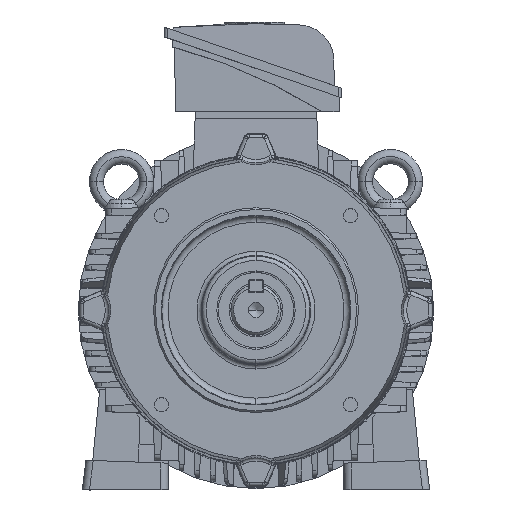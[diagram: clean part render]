
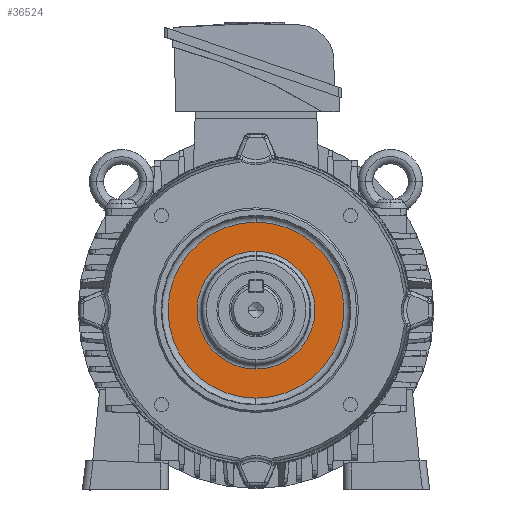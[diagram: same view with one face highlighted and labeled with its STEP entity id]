
A CAD part, top view. The second image highlights one B-rep face of the part: STEP entity #36524.
In plain terms, the highlighted face is planar.
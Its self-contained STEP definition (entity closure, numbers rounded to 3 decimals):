
#2178 = AXIS2_PLACEMENT_3D ( 'NONE', #4109, #12499, #8888 ) ;
#3844 = AXIS2_PLACEMENT_3D ( 'NONE', #10137, #47025, #39784 ) ;
#4015 = CARTESIAN_POINT ( 'NONE',  ( 0., 0., -1.5 ) ) ;
#4109 = CARTESIAN_POINT ( 'NONE',  ( 0., 0., -1.5 ) ) ;
#6483 = CARTESIAN_POINT ( 'NONE',  ( 0., 49.102, -1.5 ) ) ;
#7395 = CARTESIAN_POINT ( 'NONE',  ( 0., 0., -1.5 ) ) ;
#7906 = EDGE_CURVE ( 'NONE', #35818, #13386, #18924, .T. ) ;
#8574 = ORIENTED_EDGE ( 'NONE', *, *, #17817, .T. ) ;
#8888 = DIRECTION ( 'NONE',  ( 0., 1., 0. ) ) ;
#10137 = CARTESIAN_POINT ( 'NONE',  ( 0., 31.138, -1.5 ) ) ;
#11332 = AXIS2_PLACEMENT_3D ( 'NONE', #4015, #11705, #22782 ) ;
#11705 = DIRECTION ( 'NONE',  ( 0., 0., 1. ) ) ;
#11932 = DIRECTION ( 'NONE',  ( 0., 0., 1. ) ) ;
#12136 = CARTESIAN_POINT ( 'NONE',  ( 0., -32.888, -1.5 ) ) ;
#12499 = DIRECTION ( 'NONE',  ( 0., 0., -1. ) ) ;
#13218 = EDGE_LOOP ( 'NONE', ( #37387, #17333 ) ) ;
#13386 = VERTEX_POINT ( 'NONE', #29579 ) ;
#14662 = ORIENTED_EDGE ( 'NONE', *, *, #42178, .T. ) ;
#14704 = FACE_OUTER_BOUND ( 'NONE', #45432, .T. ) ;
#15318 = DIRECTION ( 'NONE',  ( 0., 1., 0. ) ) ;
#16150 = AXIS2_PLACEMENT_3D ( 'NONE', #21241, #28722, #28481 ) ;
#17333 = ORIENTED_EDGE ( 'NONE', *, *, #7906, .T. ) ;
#17817 = EDGE_CURVE ( 'NONE', #36954, #44743, #36936, .T. ) ;
#18924 = CIRCLE ( 'NONE', #11332, 32.888 ) ;
#21241 = CARTESIAN_POINT ( 'NONE',  ( 0., 0., -1.5 ) ) ;
#22782 = DIRECTION ( 'NONE',  ( 0., 1., 0. ) ) ;
#22929 = CIRCLE ( 'NONE', #2178, 49.102 ) ;
#28481 = DIRECTION ( 'NONE',  ( 0., 1., 0. ) ) ;
#28722 = DIRECTION ( 'NONE',  ( 0., 0., -1. ) ) ;
#28946 = FACE_BOUND ( 'NONE', #13218, .T. ) ;
#29579 = CARTESIAN_POINT ( 'NONE',  ( 0., 32.888, -1.5 ) ) ;
#32333 = PLANE ( 'NONE',  #3844 ) ;
#35457 = AXIS2_PLACEMENT_3D ( 'NONE', #7395, #11932, #15318 ) ;
#35818 = VERTEX_POINT ( 'NONE', #12136 ) ;
#36524 = ADVANCED_FACE ( 'NONE', ( #28946, #14704 ), #32333, .T. ) ;
#36936 = CIRCLE ( 'NONE', #16150, 49.102 ) ;
#36954 = VERTEX_POINT ( 'NONE', #6483 ) ;
#37387 = ORIENTED_EDGE ( 'NONE', *, *, #46801, .T. ) ;
#37768 = CIRCLE ( 'NONE', #35457, 32.888 ) ;
#39784 = DIRECTION ( 'NONE',  ( 0., 1., 0. ) ) ;
#42178 = EDGE_CURVE ( 'NONE', #44743, #36954, #22929, .T. ) ;
#42828 = CARTESIAN_POINT ( 'NONE',  ( 0., -49.102, -1.5 ) ) ;
#44743 = VERTEX_POINT ( 'NONE', #42828 ) ;
#45432 = EDGE_LOOP ( 'NONE', ( #8574, #14662 ) ) ;
#46801 = EDGE_CURVE ( 'NONE', #13386, #35818, #37768, .T. ) ;
#47025 = DIRECTION ( 'NONE',  ( 0., 0., -1. ) ) ;
